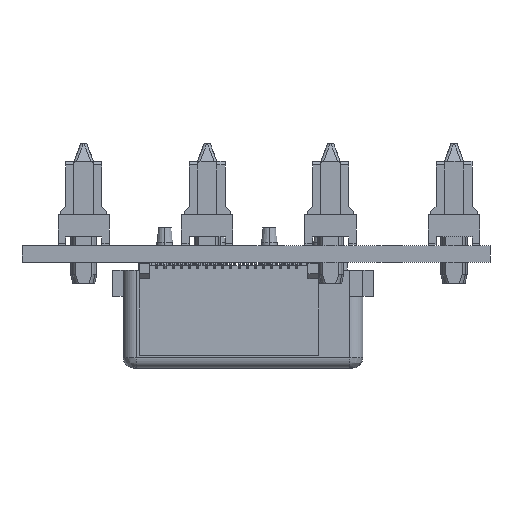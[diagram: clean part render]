
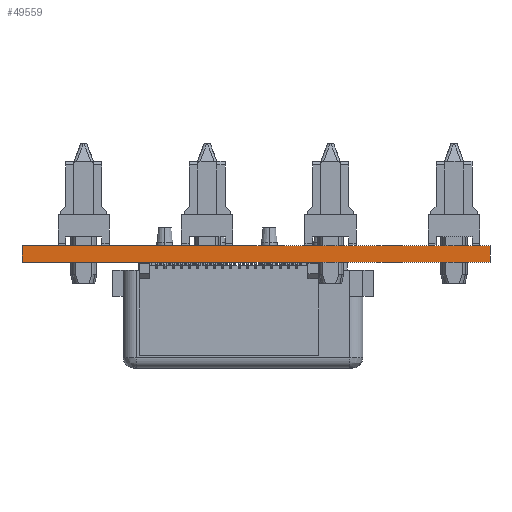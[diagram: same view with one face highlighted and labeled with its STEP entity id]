
A CAD part, front view. The second image highlights one B-rep face of the part: STEP entity #49559.
In plain terms, the highlighted planar face has unit normal (0, -1, 0).
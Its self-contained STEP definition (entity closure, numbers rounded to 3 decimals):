
#49559 = ADVANCED_FACE('',(#49560),#49594,.T.);
#49560 = FACE_BOUND('',#49561,.T.);
#49561 = EDGE_LOOP('',(#49562,#49572,#49580,#49588));
#49562 = ORIENTED_EDGE('',*,*,#49563,.T.);
#49563 = EDGE_CURVE('',#49564,#49566,#49568,.T.);
#49564 = VERTEX_POINT('',#49565);
#49565 = CARTESIAN_POINT('',(73.5,-170.85,0.));
#49566 = VERTEX_POINT('',#49567);
#49567 = CARTESIAN_POINT('',(73.5,-170.85,1.6));
#49568 = LINE('',#49569,#49570);
#49569 = CARTESIAN_POINT('',(73.5,-170.85,0.));
#49570 = VECTOR('',#49571,1.);
#49571 = DIRECTION('',(0.,0.,1.));
#49572 = ORIENTED_EDGE('',*,*,#49573,.T.);
#49573 = EDGE_CURVE('',#49566,#49574,#49576,.T.);
#49574 = VERTEX_POINT('',#49575);
#49575 = CARTESIAN_POINT('',(28.,-170.85,1.6));
#49576 = LINE('',#49577,#49578);
#49577 = CARTESIAN_POINT('',(73.5,-170.85,1.6));
#49578 = VECTOR('',#49579,1.);
#49579 = DIRECTION('',(-1.,0.,0.));
#49580 = ORIENTED_EDGE('',*,*,#49581,.F.);
#49581 = EDGE_CURVE('',#49582,#49574,#49584,.T.);
#49582 = VERTEX_POINT('',#49583);
#49583 = CARTESIAN_POINT('',(28.,-170.85,0.));
#49584 = LINE('',#49585,#49586);
#49585 = CARTESIAN_POINT('',(28.,-170.85,0.));
#49586 = VECTOR('',#49587,1.);
#49587 = DIRECTION('',(0.,0.,1.));
#49588 = ORIENTED_EDGE('',*,*,#49589,.F.);
#49589 = EDGE_CURVE('',#49564,#49582,#49590,.T.);
#49590 = LINE('',#49591,#49592);
#49591 = CARTESIAN_POINT('',(73.5,-170.85,0.));
#49592 = VECTOR('',#49593,1.);
#49593 = DIRECTION('',(-1.,0.,0.));
#49594 = PLANE('',#49595);
#49595 = AXIS2_PLACEMENT_3D('',#49596,#49597,#49598);
#49596 = CARTESIAN_POINT('',(73.5,-170.85,0.));
#49597 = DIRECTION('',(0.,-1.,0.));
#49598 = DIRECTION('',(-1.,0.,0.));
